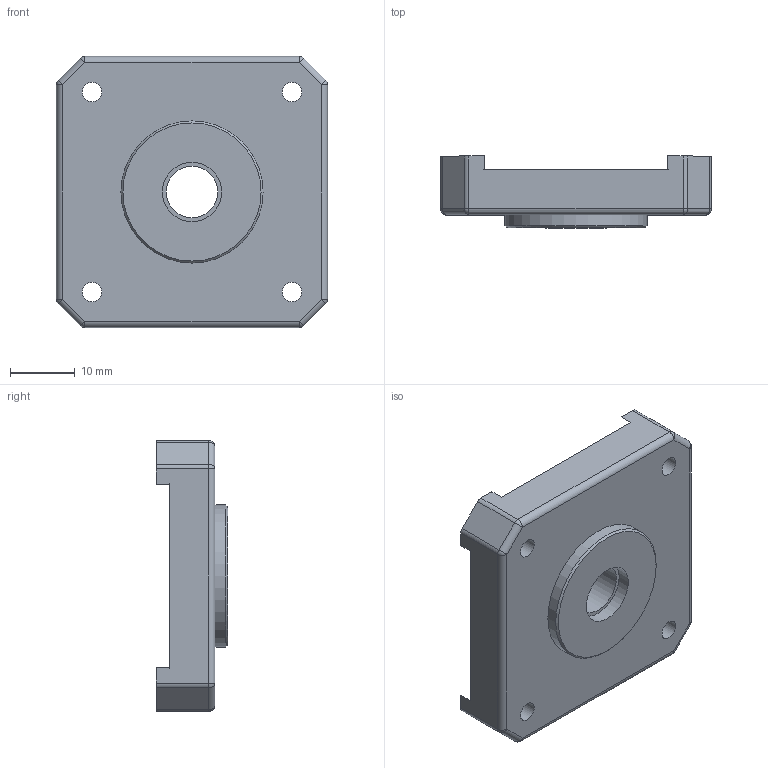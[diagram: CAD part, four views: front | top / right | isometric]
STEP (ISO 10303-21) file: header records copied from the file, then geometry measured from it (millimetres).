
FILE_DESCRIPTION(/* description */ (''),/* implementation_level */ '2;1');
FILE_NAME(/* name */ 'Front body.ipt.step',/* time_stamp */ '2022-11-29T08:35:20+01:00',/* author */ ('diederichbenedict'),/* organization */ (''),/* preprocessor_version */ 'ST-DEVELOPER v18.1',/* originating_system */ 'Autodesk Inventor 2022',/* authorisation */ '');
FILE_SCHEMA (('AUTOMOTIVE_DESIGN { 1 0 10303 214 3 1 1 }'));
Length unit declared in the file: millimetre
Products named in the file (1): Front body
Bounding box: 42 x 11.1 x 42 mm (x, y, z)
Volume: 12291.9 mm3; surface area: 5145.2 mm2
Topology: 1 solids, 1 shells, 52 faces, 119 edges, 71 vertices
Faces by surface type: cylinder 23, plane 20, sphere 8, cone 1
Full cylindrical faces by diameter (mm): 3 x4, 8 x1, 9.2 x1, 22 x1
Entity records: 1534 total; most frequent: DIRECTION 272, CARTESIAN_POINT 243, ORIENTED_EDGE 238, EDGE_CURVE 119, AXIS2_PLACEMENT_3D 100, LINE 72, VECTOR 72, VERTEX_POINT 71
